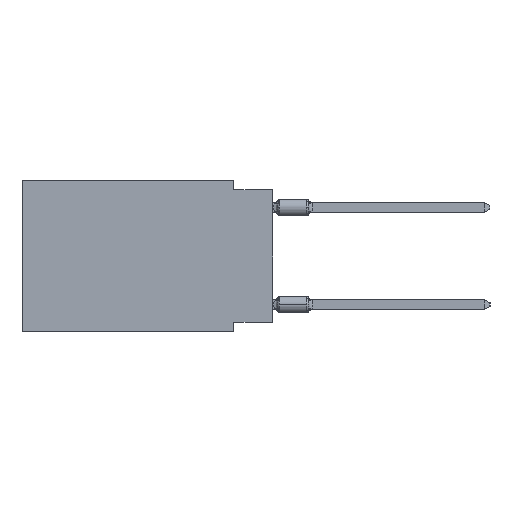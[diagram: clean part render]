
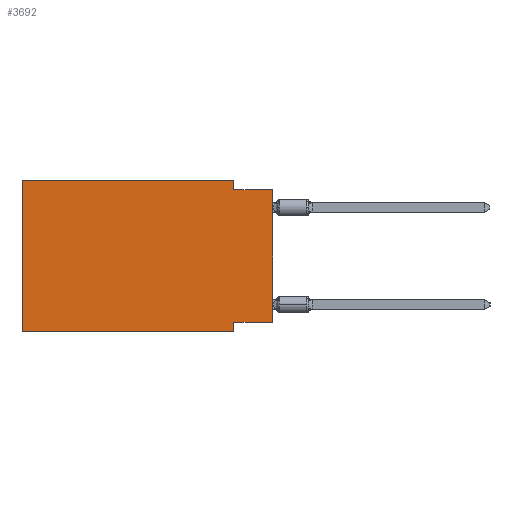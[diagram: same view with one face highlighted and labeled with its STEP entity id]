
A CAD part, left-side view. The second image highlights one B-rep face of the part: STEP entity #3692.
In plain terms, the highlighted planar face has unit normal (-1, 0, 0).
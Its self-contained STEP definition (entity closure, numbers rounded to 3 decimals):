
#53 = FACE_OUTER_BOUND ( 'NONE', #2304, .T. ) ;
#1123 = DIRECTION ( 'NONE',  ( 0., 0., -1. ) ) ;
#1379 = VECTOR ( 'NONE', #4890, 1000. ) ;
#2072 = EDGE_CURVE ( 'NONE', #41848, #32738, #20604, .T. ) ;
#2304 = EDGE_LOOP ( 'NONE', ( #46733, #14862, #37827, #30172, #26286, #21534, #44515, #37315 ) ) ;
#3692 = ADVANCED_FACE ( 'NONE', ( #53 ), #33996, .F. ) ;
#4890 = DIRECTION ( 'NONE',  ( 0., -1., 0. ) ) ;
#9324 = CARTESIAN_POINT ( 'NONE',  ( 0., 16.383, -9.906 ) ) ;
#9372 = VERTEX_POINT ( 'NONE', #30042 ) ;
#9751 = CARTESIAN_POINT ( 'NONE',  ( 0., 0., -0.635 ) ) ;
#11722 = EDGE_CURVE ( 'NONE', #51013, #40242, #52811, .T. ) ;
#12390 = DIRECTION ( 'NONE',  ( 0., 0., 1. ) ) ;
#12850 = CARTESIAN_POINT ( 'NONE',  ( 0., 16.383, 0. ) ) ;
#14696 = CARTESIAN_POINT ( 'NONE',  ( 0., 16.383, 0. ) ) ;
#14862 = ORIENTED_EDGE ( 'NONE', *, *, #49226, .F. ) ;
#15551 = VERTEX_POINT ( 'NONE', #9751 ) ;
#17147 = DIRECTION ( 'NONE',  ( 0., 0., -1. ) ) ;
#17258 = DIRECTION ( 'NONE',  ( 0., 0., -1. ) ) ;
#17959 = CARTESIAN_POINT ( 'NONE',  ( 0., 2.54, -9.906 ) ) ;
#18910 = CARTESIAN_POINT ( 'NONE',  ( 0., 2.54, 0. ) ) ;
#20604 = LINE ( 'NONE', #38679, #28681 ) ;
#20902 = VECTOR ( 'NONE', #49522, 1000. ) ;
#21029 = VERTEX_POINT ( 'NONE', #23183 ) ;
#21534 = ORIENTED_EDGE ( 'NONE', *, *, #37553, .T. ) ;
#21576 = VECTOR ( 'NONE', #40310, 1000. ) ;
#21659 = CARTESIAN_POINT ( 'NONE',  ( 0., 2.54, -9.271 ) ) ;
#23183 = CARTESIAN_POINT ( 'NONE',  ( 0., 0., -9.271 ) ) ;
#23910 = LINE ( 'NONE', #40623, #20902 ) ;
#25463 = LINE ( 'NONE', #46340, #39715 ) ;
#26286 = ORIENTED_EDGE ( 'NONE', *, *, #11722, .F. ) ;
#27323 = CARTESIAN_POINT ( 'NONE',  ( 0., 0., -0.635 ) ) ;
#28681 = VECTOR ( 'NONE', #17258, 1000. ) ;
#28932 = EDGE_CURVE ( 'NONE', #37139, #9372, #43292, .T. ) ;
#29404 = VECTOR ( 'NONE', #39587, 1000. ) ;
#30042 = CARTESIAN_POINT ( 'NONE',  ( 0., 2.54, -9.906 ) ) ;
#30172 = ORIENTED_EDGE ( 'NONE', *, *, #36900, .F. ) ;
#31236 = LINE ( 'NONE', #27323, #29404 ) ;
#31938 = VECTOR ( 'NONE', #35293, 1000. ) ;
#32232 = CARTESIAN_POINT ( 'NONE',  ( 0., 0., -9.271 ) ) ;
#32738 = VERTEX_POINT ( 'NONE', #46594 ) ;
#33996 = PLANE ( 'NONE',  #36820 ) ;
#35293 = DIRECTION ( 'NONE',  ( 0., 0., 1. ) ) ;
#36820 = AXIS2_PLACEMENT_3D ( 'NONE', #50985, #45438, #1123 ) ;
#36900 = EDGE_CURVE ( 'NONE', #40242, #41848, #23910, .T. ) ;
#37139 = VERTEX_POINT ( 'NONE', #21659 ) ;
#37315 = ORIENTED_EDGE ( 'NONE', *, *, #51166, .F. ) ;
#37553 = EDGE_CURVE ( 'NONE', #51013, #9372, #48005, .T. ) ;
#37827 = ORIENTED_EDGE ( 'NONE', *, *, #2072, .F. ) ;
#38679 = CARTESIAN_POINT ( 'NONE',  ( 0., 2.54, 0. ) ) ;
#39587 = DIRECTION ( 'NONE',  ( 0., -1., 0. ) ) ;
#39715 = VECTOR ( 'NONE', #12390, 1000. ) ;
#40242 = VERTEX_POINT ( 'NONE', #12850 ) ;
#40310 = DIRECTION ( 'NONE',  ( 0., 1., 0. ) ) ;
#40623 = CARTESIAN_POINT ( 'NONE',  ( 0., 16.383, 0. ) ) ;
#40763 = VECTOR ( 'NONE', #17147, 1000. ) ;
#41143 = LINE ( 'NONE', #32232, #21576 ) ;
#41848 = VERTEX_POINT ( 'NONE', #18910 ) ;
#43120 = CARTESIAN_POINT ( 'NONE',  ( 0., 16.383, -9.906 ) ) ;
#43292 = LINE ( 'NONE', #17959, #40763 ) ;
#43546 = EDGE_CURVE ( 'NONE', #21029, #15551, #25463, .T. ) ;
#44515 = ORIENTED_EDGE ( 'NONE', *, *, #28932, .F. ) ;
#45438 = DIRECTION ( 'NONE',  ( 1., 0., 0. ) ) ;
#46340 = CARTESIAN_POINT ( 'NONE',  ( 0., 0., 0. ) ) ;
#46594 = CARTESIAN_POINT ( 'NONE',  ( 0., 2.54, -0.635 ) ) ;
#46733 = ORIENTED_EDGE ( 'NONE', *, *, #43546, .T. ) ;
#48005 = LINE ( 'NONE', #9324, #1379 ) ;
#49226 = EDGE_CURVE ( 'NONE', #32738, #15551, #31236, .T. ) ;
#49522 = DIRECTION ( 'NONE',  ( 0., -1., 0. ) ) ;
#50985 = CARTESIAN_POINT ( 'NONE',  ( 0., 16.383, 0. ) ) ;
#51013 = VERTEX_POINT ( 'NONE', #43120 ) ;
#51166 = EDGE_CURVE ( 'NONE', #21029, #37139, #41143, .T. ) ;
#52811 = LINE ( 'NONE', #14696, #31938 ) ;
